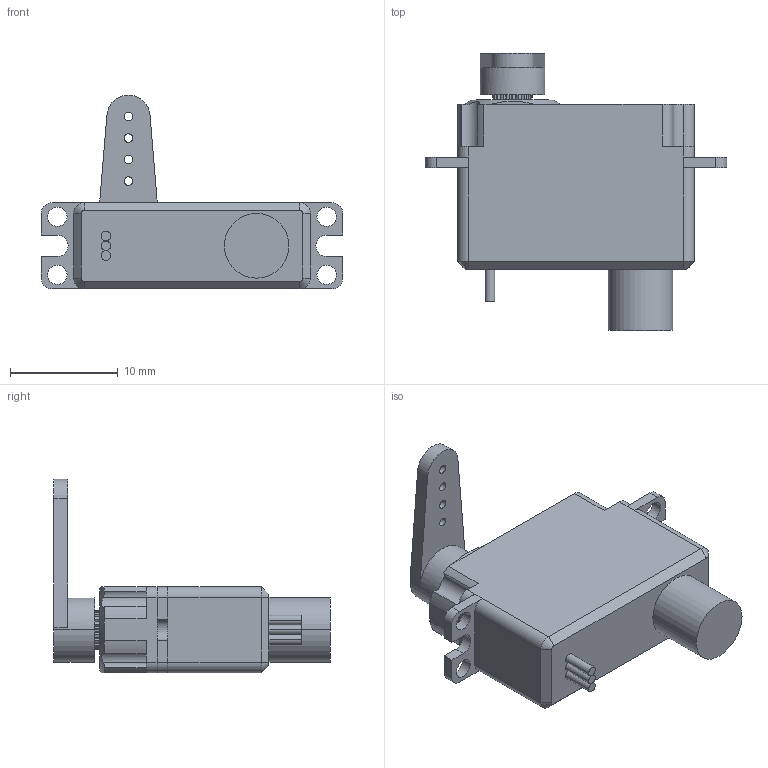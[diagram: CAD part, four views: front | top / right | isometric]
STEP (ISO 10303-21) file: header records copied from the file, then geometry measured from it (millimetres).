
FILE_DESCRIPTION(/* description */ ('VariCAD 2020-1.03 AP-214'),/* implementation_level */ '2;1');
FILE_NAME(/* name */ 'Servo_Blue-Bird_BMS-A10H.stp',/* time_stamp */ '2020-01-12T17:15:57+01:00',/* author */ (''),/* organization */ (''),/* preprocessor_version */ 'VariCAD 2020-1.03',/* originating_system */ 'VariCAD 2020-1.03; kernel version (20180118)',/* authorisation */ '');
FILE_SCHEMA(('AUTOMOTIVE_DESIGN'));
Length unit declared in the file: millimetre
Products named in the file (3): Servo_Blue-Bird_BMS-A10H; Servo
Assembly tree (2 placements, depth 2):
  Servo_Blue-Bird_BMS-A10H
    Servo
    (unnamed)
Bounding box: 28 x 25.7 x 17.99 mm (x, y, z)
Volume: 3025.1 mm3; surface area: 1761.4 mm2
Topology: 2 solids, 2 shells, 189 faces, 482 edges, 300 vertices
Faces by surface type: plane 106, cylinder 75, cone 8
Entity records: 6681 total; most frequent: CARTESIAN_POINT 1293, DIRECTION 974, ORIENTED_EDGE 956, EDGE_CURVE 478, AXIS2_PLACEMENT_3D 363, VERTEX_POINT 298, LINE 248, VECTOR 248
